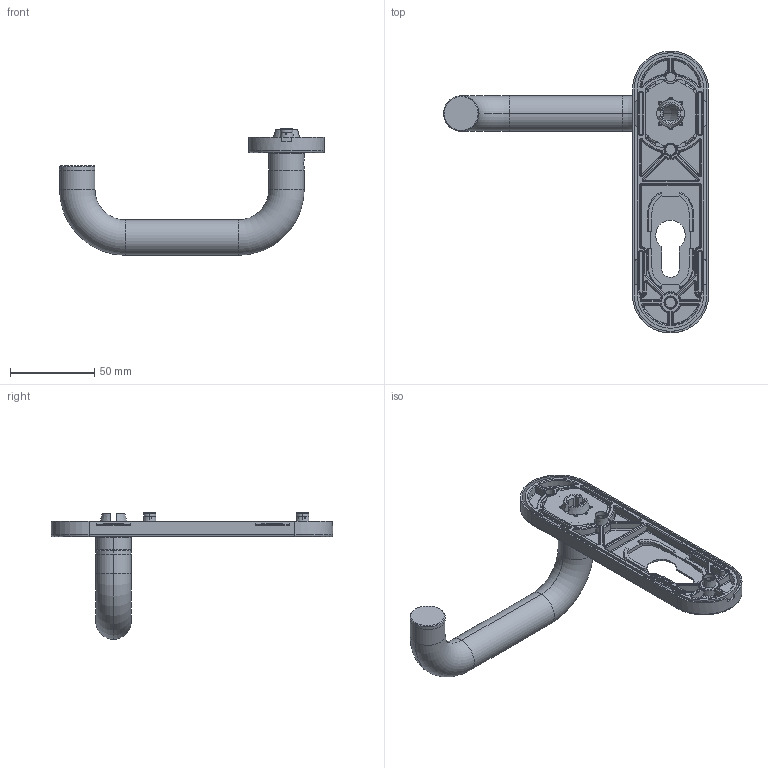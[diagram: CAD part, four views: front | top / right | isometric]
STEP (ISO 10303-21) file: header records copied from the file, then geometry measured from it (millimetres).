
FILE_DESCRIPTION((''),'2;1');
FILE_NAME('B-72110-00-0_BD01_ASM','2018-08-06T08:40:36',('TemmingRebekka'),(''),'CREO PARAMETRIC BY PTC INC, 2017380','CREO PARAMETRIC BY PTC INC, 2017380','');
FILE_SCHEMA(('CONFIG_CONTROL_DESIGN'));
Length unit declared in the file: millimetre
Products named in the file (10): X47002000; X47001020; X47001021; Y47002304_ASM; X47900078_AF0; BOLZEN-2_SCHEWESS_VK8_AF0; DRUECKERKAPPE_BKS; X470000XYZ_ASM; X47002050_VL; B-72110-00-0_BD01_ASM
Assembly tree (9 placements, depth 3):
  B-72110-00-0_BD01_ASM
    Y47002304_ASM
      X47002000
      X47001020
      X47001021
    X470000XYZ_ASM
      X47900078_AF0
      BOLZEN-2_SCHEWESS_VK8_AF0
      DRUECKERKAPPE_BKS
    X47002050_VL
Bounding box: 157 x 167 x 75 mm (x, y, z)
Volume: 50534 mm3; surface area: 67631.1 mm2
Topology: 7 solids, 7 shells, 1177 faces, 3000 edges, 1853 vertices
Faces by surface type: plane 438, cylinder 342, torus 195, cone 145, bspline 57
Entity records: 40146 total; most frequent: CARTESIAN_POINT 11618, DIRECTION 6001, ORIENTED_EDGE 6000, EDGE_CURVE 3000, AXIS2_PLACEMENT_3D 2291, VERTEX_POINT 1853, VECTOR 1419, LINE 1419
